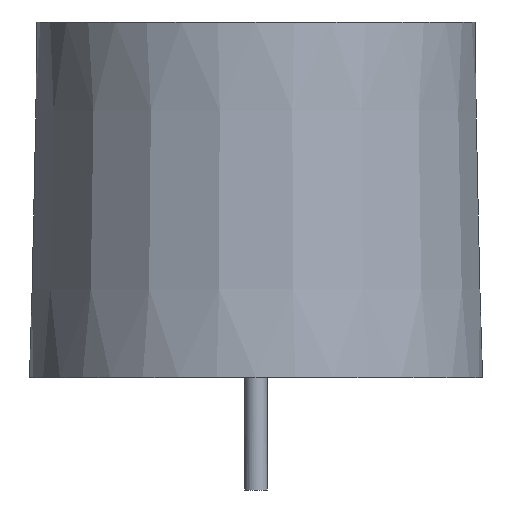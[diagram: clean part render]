
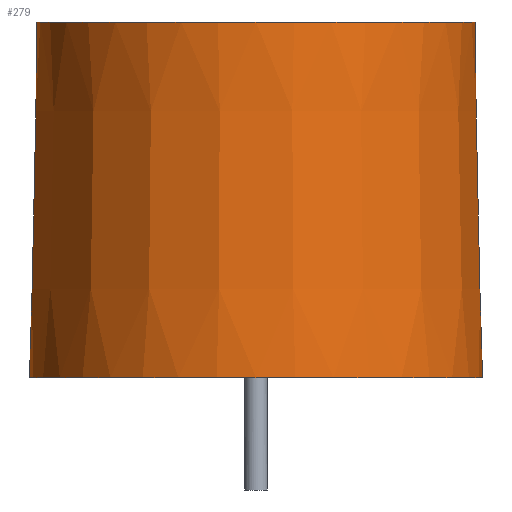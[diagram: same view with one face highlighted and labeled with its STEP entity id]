
A CAD part, left-side view. The second image highlights one B-rep face of the part: STEP entity #279.
In plain terms, the highlighted conical face has half-angle 1.206 degrees and reference radius 6.05 mm.
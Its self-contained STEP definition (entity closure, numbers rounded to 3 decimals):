
#231 = EDGE_CURVE('',#232,#232,#234,.T.);
#232 = VERTEX_POINT('',#233);
#233 = CARTESIAN_POINT('',(6.05,0.,0.));
#234 = CIRCLE('',#235,6.05);
#235 = AXIS2_PLACEMENT_3D('',#236,#237,#238);
#236 = CARTESIAN_POINT('',(0.,0.,0.));
#237 = DIRECTION('',(0.,0.,-1.));
#238 = DIRECTION('',(1.,0.,0.));
#279 = ADVANCED_FACE('',(#280),#299,.T.);
#280 = FACE_BOUND('',#281,.F.);
#281 = EDGE_LOOP('',(#282,#283,#291,#298));
#282 = ORIENTED_EDGE('',*,*,#231,.T.);
#283 = ORIENTED_EDGE('',*,*,#284,.T.);
#284 = EDGE_CURVE('',#232,#285,#287,.T.);
#285 = VERTEX_POINT('',#286);
#286 = CARTESIAN_POINT('',(5.85,0.,9.5));
#287 = LINE('',#288,#289);
#288 = CARTESIAN_POINT('',(6.05,0.,0.));
#289 = VECTOR('',#290,1.);
#290 = DIRECTION('',(-0.021,0.,
    1.));
#291 = ORIENTED_EDGE('',*,*,#292,.F.);
#292 = EDGE_CURVE('',#285,#285,#293,.T.);
#293 = CIRCLE('',#294,5.85);
#294 = AXIS2_PLACEMENT_3D('',#295,#296,#297);
#295 = CARTESIAN_POINT('',(0.,0.,9.5));
#296 = DIRECTION('',(0.,0.,-1.));
#297 = DIRECTION('',(1.,0.,0.));
#298 = ORIENTED_EDGE('',*,*,#284,.F.);
#299 = CONICAL_SURFACE('',#300,6.05,0.021);
#300 = AXIS2_PLACEMENT_3D('',#301,#302,#303);
#301 = CARTESIAN_POINT('',(0.,0.,0.));
#302 = DIRECTION('',(-0.,0.,-1.));
#303 = DIRECTION('',(1.,0.,0.));
